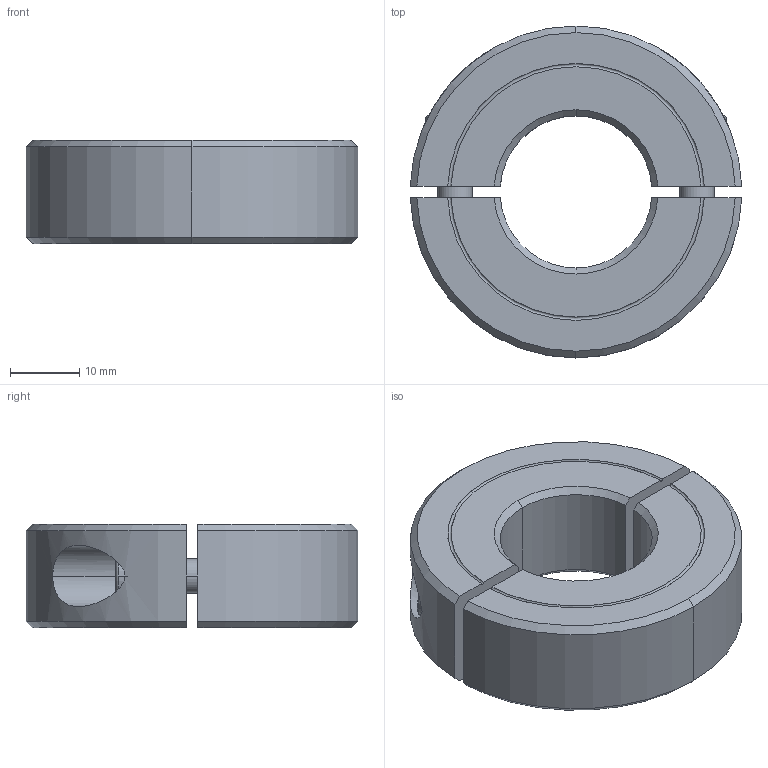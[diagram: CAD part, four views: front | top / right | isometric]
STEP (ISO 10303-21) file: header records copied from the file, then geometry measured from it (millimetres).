
FILE_DESCRIPTION(('STEP AP214'),'1');
FILE_NAME(' ',' ',('TraceParts'),('TraceParts S.A.'),'XStep 1.0',' ',' ');
FILE_SCHEMA(('automotive_design'));
Length unit declared in the file: millimetre
Products named in the file (4): 1; 2; 3; 4
Bounding box: 47.97 x 48 x 15 mm (x, y, z)
Volume: 19876.1 mm3; surface area: 8431.4 mm2
Topology: 4 solids, 4 shells, 114 faces, 266 edges, 168 vertices
Faces by surface type: plane 38, cylinder 36, cone 32, torus 8
Entity records: 6643 total; most frequent: CARTESIAN_POINT 888, DIRECTION 588, STYLED_ITEM 544, PRESENTATION_STYLE_ASSIGNMENT 544, COLOUR_RGB 544, ORIENTED_EDGE 524, EDGE_CURVE 262, CURVE_STYLE 262
